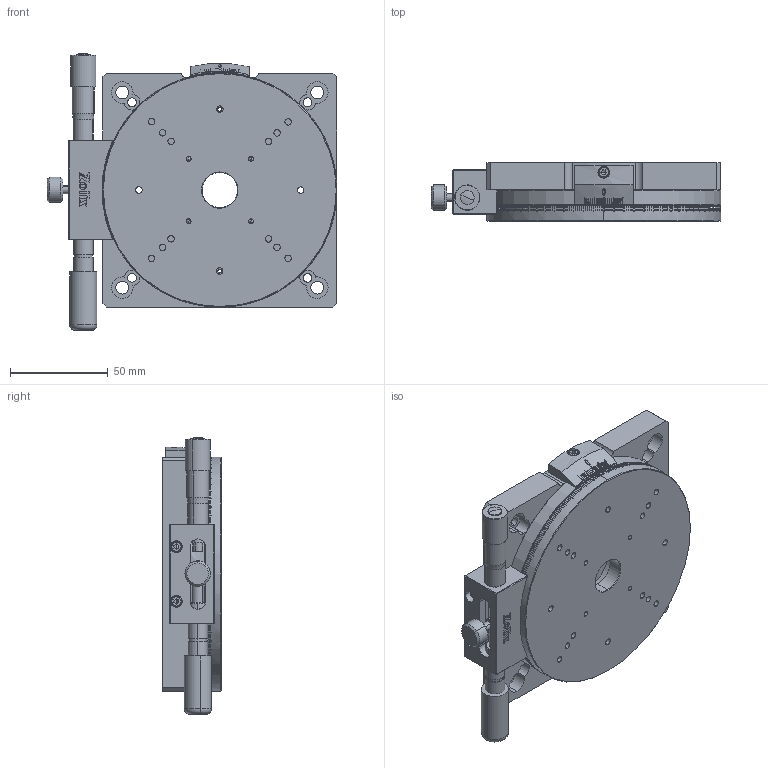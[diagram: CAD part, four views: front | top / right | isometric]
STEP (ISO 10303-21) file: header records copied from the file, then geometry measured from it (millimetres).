
FILE_DESCRIPTION (( 'STEP AP203' ), '1' );
FILE_NAME ('AKR10A-120.step', '2019-05-08T06:45:15', ( '' ), ( '' ), 'SwSTEP 2.0', 'SolidWorks 2017', '' );
FILE_SCHEMA (( 'CONFIG_CONTROL_DESIGN' ));
Length unit declared in the file: millimetre
Products named in the file (1): AKR10A-120
Bounding box: 148.51 x 30 x 141.98 mm (x, y, z)
Surface area: 82356.1 mm2 (no closed solid volume)
Topology: 0 solids, 41 shells, 694 faces, 4721 edges, 3614 vertices
Faces by surface type: plane 414, cylinder 204, cone 45, torus 26, bspline 5
Entity records: 46363 total; most frequent: CARTESIAN_POINT 11375, DIRECTION 7315, ORIENTED_EDGE 6299, EDGE_CURVE 4701, VERTEX_POINT 3614, LINE 3157, VECTOR 3157, AXIS2_PLACEMENT_3D 2079
